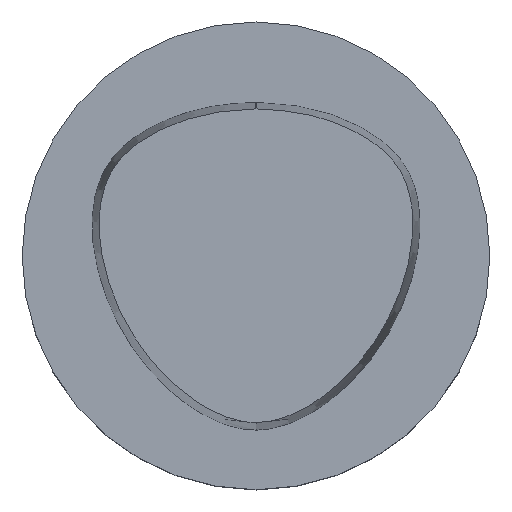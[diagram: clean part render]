
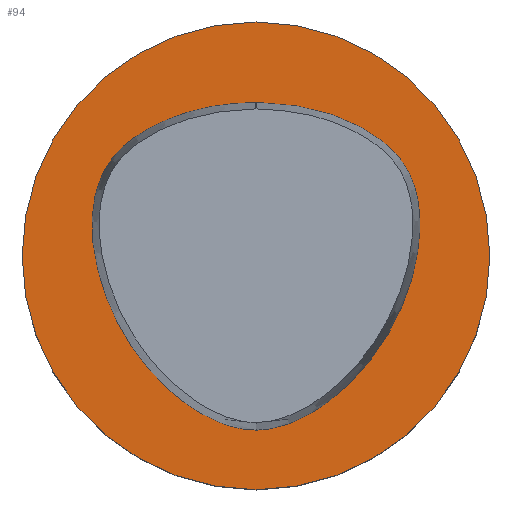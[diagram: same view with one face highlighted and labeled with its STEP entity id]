
A CAD part, top view. The second image highlights one B-rep face of the part: STEP entity #94.
In plain terms, the highlighted planar face has unit normal (0, 0, 1).
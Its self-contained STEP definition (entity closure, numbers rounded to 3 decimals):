
#94=ADVANCED_FACE('Unnamed[1]',(#224,#225),#226,.T.);
#114=EDGE_CURVE('Unnamed[1]',#215,#254,#255,.T.);
#119=EDGE_CURVE('Unnamed[1]',#254,#242,#262,.T.);
#121=EDGE_CURVE('Unnamed[1]',#264,#264,#265,.T.);
#147=EDGE_CURVE('Unnamed[1]',#242,#215,#300,.T.);
#215=VERTEX_POINT('',#378);
#224=FACE_BOUND('',#390,.T.);
#225=FACE_OUTER_BOUND('',#391,.T.);
#226=PLANE('',#392);
#242=VERTEX_POINT('',#480);
#254=VERTEX_POINT('',#512);
#255=B_SPLINE_CURVE_WITH_KNOTS('',3,(#513,#514,#515,#516,#517,#518,#519,#520,#521,#522,#523,#524,#525,#526,#527,#528,#529),.UNSPECIFIED.,.F.,.F.,(4,1,1,1,1,1,1,1,1,1,1,1,1,1,4),(-13.23,-12.817,-12.403,-11.99,-11.576,-11.163,-10.956,-10.75,-10.336,-9.923,-9.096,-8.269,-7.442,-7.029,-6.615),.UNSPECIFIED.);
#262=B_SPLINE_CURVE_WITH_KNOTS('',3,(#538,#539,#540,#541,#542,#543,#544,#545,#546,#547,#548,#549,#550,#551,#552,#553,#554,#555),.UNSPECIFIED.,.F.,.F.,(4,1,1,1,1,1,1,1,1,2,1,1,1,1,4),(-6.615,-6.202,-5.788,-5.375,-4.961,-4.134,-3.308,-2.894,-2.481,-2.067,-1.654,-1.24,-0.827,-0.413,0.0),.UNSPECIFIED.);
#264=VERTEX_POINT('',#558);
#265=CIRCLE('',#559,31.5);
#300=CIRCLE('',#604,0.95);
#378=CARTESIAN_POINT('',(0.045,20.677,0.));
#390=EDGE_LOOP('',(#767,#768,#769));
#391=EDGE_LOOP('',(#770));
#392=AXIS2_PLACEMENT_3D('',#771,#772,#773);
#480=CARTESIAN_POINT('',(-0.045,20.677,0.));
#512=CARTESIAN_POINT('',(0.044,-23.469,0.));
#513=CARTESIAN_POINT('',(0.045,20.677,0.));
#514=CARTESIAN_POINT('',(1.424,20.61,0.));
#515=CARTESIAN_POINT('',(4.223,20.484,0.));
#516=CARTESIAN_POINT('',(8.472,19.689,0.));
#517=CARTESIAN_POINT('',(12.514,18.243,0.0));
#518=CARTESIAN_POINT('',(16.304,16.173,0.));
#519=CARTESIAN_POINT('',(19.145,13.704,0.));
#520=CARTESIAN_POINT('',(20.732,11.101,0.0));
#521=CARTESIAN_POINT('',(21.783,8.281,0.));
#522=CARTESIAN_POINT('',(22.226,4.609,0.0));
#523=CARTESIAN_POINT('',(21.744,-1.113,0.0));
#524=CARTESIAN_POINT('',(19.552,-7.954,0.0));
#525=CARTESIAN_POINT('',(14.957,-15.209,0.0));
#526=CARTESIAN_POINT('',(9.668,-20.083,0.));
#527=CARTESIAN_POINT('',(4.516,-22.795,0.));
#528=CARTESIAN_POINT('',(1.559,-23.461,0.));
#529=CARTESIAN_POINT('',(0.044,-23.469,0.));
#538=CARTESIAN_POINT('',(0.044,-23.469,0.));
#539=CARTESIAN_POINT('',(-1.471,-23.477,0.));
#540=CARTESIAN_POINT('',(-4.439,-22.821,0.));
#541=CARTESIAN_POINT('',(-8.35,-20.8,0.));
#542=CARTESIAN_POINT('',(-11.745,-18.156,0.));
#543=CARTESIAN_POINT('',(-15.699,-14.041,0.));
#544=CARTESIAN_POINT('',(-19.535,-8.006,0.));
#545=CARTESIAN_POINT('',(-21.721,-1.161,0.0));
#546=CARTESIAN_POINT('',(-22.249,4.55,0.0));
#547=CARTESIAN_POINT('',(-21.665,9.002,0.0));
#548=CARTESIAN_POINT('',(-20.395,11.778,0.0));
#549=CARTESIAN_POINT('',(-18.593,14.198,0.0));
#550=CARTESIAN_POINT('',(-16.323,16.178,0.0));
#551=CARTESIAN_POINT('',(-12.508,18.252,0.));
#552=CARTESIAN_POINT('',(-8.468,19.679,0.));
#553=CARTESIAN_POINT('',(-4.23,20.488,0.));
#554=CARTESIAN_POINT('',(-1.423,20.613,0.));
#555=CARTESIAN_POINT('',(-0.045,20.677,0.));
#558=CARTESIAN_POINT('',(0.,31.5,0.));
#559=AXIS2_PLACEMENT_3D('',#803,#804,#805);
#604=AXIS2_PLACEMENT_3D('',#843,#844,#845);
#767=ORIENTED_EDGE('',*,*,#114,.T.);
#768=ORIENTED_EDGE('',*,*,#119,.T.);
#769=ORIENTED_EDGE('',*,*,#147,.T.);
#770=ORIENTED_EDGE('',*,*,#121,.F.);
#771=CARTESIAN_POINT('',(0.,15.75,0.));
#772=DIRECTION('',(0.,0.,1.0));
#773=DIRECTION('',(0.,-1.0,0.));
#803=CARTESIAN_POINT('',(0.0,0.0,0.0));
#804=DIRECTION('',(0.,0.,-1.0));
#805=DIRECTION('',(0.,1.0,0.));
#843=CARTESIAN_POINT('',(-0.001,19.728,0.));
#844=DIRECTION('',(0.,0.,-1.0));
#845=DIRECTION('',(-0.046,0.999,0.));
